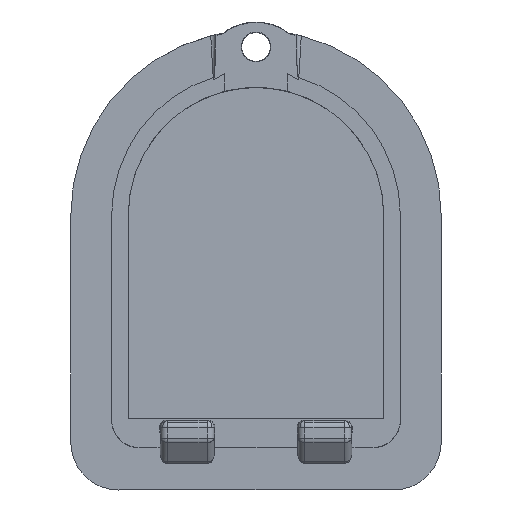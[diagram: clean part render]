
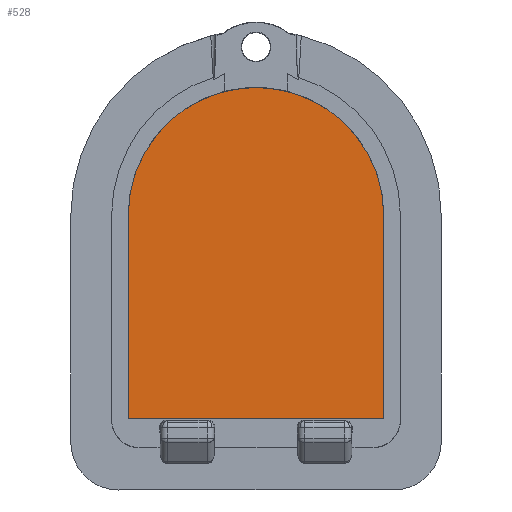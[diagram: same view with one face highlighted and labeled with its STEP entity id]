
A CAD part, top view. The second image highlights one B-rep face of the part: STEP entity #528.
In plain terms, the highlighted planar face has unit normal (0, 0, 1).
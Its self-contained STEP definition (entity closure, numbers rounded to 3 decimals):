
#142 = CARTESIAN_POINT ( 'NONE',  ( -9.3, -15.4, 5.65 ) ) ;
#146 = AXIS2_PLACEMENT_3D ( 'NONE', #5514, #10307, #11495 ) ;
#242 = CARTESIAN_POINT ( 'NONE',  ( -6.98, -15.793, 5.65 ) ) ;
#365 = EDGE_CURVE ( 'NONE', #2796, #11117, #9990, .T. ) ;
#516 = CARTESIAN_POINT ( 'NONE',  ( 9.3, -15.4, 5.65 ) ) ;
#528 = ADVANCED_FACE ( 'NONE', ( #12336 ), #4492, .T. ) ;
#543 = VECTOR ( 'NONE', #7933, 1000. ) ;
#600 = EDGE_CURVE ( 'NONE', #4636, #7165, #1659, .T. ) ;
#876 = VERTEX_POINT ( 'NONE', #4362 ) ;
#944 = CIRCLE ( 'NONE', #8131, 9.3 ) ;
#1175 = CARTESIAN_POINT ( 'NONE',  ( 6.98, -15.793, 5.65 ) ) ;
#1181 = ORIENTED_EDGE ( 'NONE', *, *, #4095, .F. ) ;
#1659 = LINE ( 'NONE', #5394, #3353 ) ;
#1674 = DIRECTION ( 'NONE',  ( 1., 0., 0. ) ) ;
#2396 = EDGE_CURVE ( 'NONE', #6194, #4636, #8074, .T. ) ;
#2626 = DIRECTION ( 'NONE',  ( 0., -1., 0. ) ) ;
#2651 = CIRCLE ( 'NONE', #7625, 0.5 ) ;
#2796 = VERTEX_POINT ( 'NONE', #242 ) ;
#3035 = CARTESIAN_POINT ( 'NONE',  ( 0., -15.793, 5.65 ) ) ;
#3202 = CARTESIAN_POINT ( 'NONE',  ( -9.3, 0., 5.65 ) ) ;
#3330 = CARTESIAN_POINT ( 'NONE',  ( 2.974, -15.793, 5.65 ) ) ;
#3353 = VECTOR ( 'NONE', #5577, 1000. ) ;
#3617 = CARTESIAN_POINT ( 'NONE',  ( -9.3, 0., 5.65 ) ) ;
#3785 = ORIENTED_EDGE ( 'NONE', *, *, #2396, .T. ) ;
#4005 = CARTESIAN_POINT ( 'NONE',  ( 0., -15.793, 5.65 ) ) ;
#4048 = EDGE_CURVE ( 'NONE', #7165, #6637, #944, .T. ) ;
#4095 = EDGE_CURVE ( 'NONE', #6194, #11661, #5048, .T. ) ;
#4362 = CARTESIAN_POINT ( 'NONE',  ( -9.109, -15.793, 5.65 ) ) ;
#4492 = PLANE ( 'NONE',  #146 ) ;
#4530 = EDGE_CURVE ( 'NONE', #2796, #876, #5799, .T. ) ;
#4604 = EDGE_LOOP ( 'NONE', ( #5458, #8763, #1181, #3785, #7322, #5974, #9549, #7185, #7500 ) ) ;
#4636 = VERTEX_POINT ( 'NONE', #516 ) ;
#4694 = CARTESIAN_POINT ( 'NONE',  ( 8.8, -15.4, 5.65 ) ) ;
#4767 = DIRECTION ( 'NONE',  ( 0., 0., 1. ) ) ;
#5048 = LINE ( 'NONE', #3035, #7296 ) ;
#5103 = DIRECTION ( 'NONE',  ( 1., 0., 0. ) ) ;
#5194 = AXIS2_PLACEMENT_3D ( 'NONE', #4694, #12407, #11634 ) ;
#5394 = CARTESIAN_POINT ( 'NONE',  ( 9.3, 0., 5.65 ) ) ;
#5458 = ORIENTED_EDGE ( 'NONE', *, *, #365, .T. ) ;
#5514 = CARTESIAN_POINT ( 'NONE',  ( 0., 0., 5.65 ) ) ;
#5577 = DIRECTION ( 'NONE',  ( 0., 1., 0. ) ) ;
#5799 = LINE ( 'NONE', #4005, #543 ) ;
#5874 = CARTESIAN_POINT ( 'NONE',  ( 9.109, -15.793, 5.65 ) ) ;
#5943 = DIRECTION ( 'NONE',  ( 0., 0., 1. ) ) ;
#5974 = ORIENTED_EDGE ( 'NONE', *, *, #4048, .T. ) ;
#6164 = EDGE_CURVE ( 'NONE', #11117, #11661, #8003, .T. ) ;
#6194 = VERTEX_POINT ( 'NONE', #5874 ) ;
#6637 = VERTEX_POINT ( 'NONE', #3202 ) ;
#6856 = CARTESIAN_POINT ( 'NONE',  ( 5., -15.793, 5.65 ) ) ;
#7165 = VERTEX_POINT ( 'NONE', #8200 ) ;
#7185 = ORIENTED_EDGE ( 'NONE', *, *, #10824, .T. ) ;
#7296 = VECTOR ( 'NONE', #10915, 1000. ) ;
#7322 = ORIENTED_EDGE ( 'NONE', *, *, #600, .T. ) ;
#7500 = ORIENTED_EDGE ( 'NONE', *, *, #4530, .F. ) ;
#7625 = AXIS2_PLACEMENT_3D ( 'NONE', #10506, #4767, #1674 ) ;
#7933 = DIRECTION ( 'NONE',  ( -1., 0., 0. ) ) ;
#8003 = LINE ( 'NONE', #6856, #9695 ) ;
#8074 = CIRCLE ( 'NONE', #5194, 0.5 ) ;
#8131 = AXIS2_PLACEMENT_3D ( 'NONE', #11981, #5943, #8866 ) ;
#8200 = CARTESIAN_POINT ( 'NONE',  ( 9.3, 0., 5.65 ) ) ;
#8310 = CARTESIAN_POINT ( 'NONE',  ( -5., -15.793, 5.65 ) ) ;
#8763 = ORIENTED_EDGE ( 'NONE', *, *, #6164, .T. ) ;
#8866 = DIRECTION ( 'NONE',  ( 1., 0., 0. ) ) ;
#9191 = VERTEX_POINT ( 'NONE', #142 ) ;
#9472 = VECTOR ( 'NONE', #2626, 1000. ) ;
#9549 = ORIENTED_EDGE ( 'NONE', *, *, #12686, .T. ) ;
#9695 = VECTOR ( 'NONE', #5103, 1000. ) ;
#9990 = LINE ( 'NONE', #8310, #10736 ) ;
#10051 = DIRECTION ( 'NONE',  ( 1., 0., 0. ) ) ;
#10307 = DIRECTION ( 'NONE',  ( 0., 0., 1. ) ) ;
#10506 = CARTESIAN_POINT ( 'NONE',  ( -8.8, -15.4, 5.65 ) ) ;
#10736 = VECTOR ( 'NONE', #10051, 1000. ) ;
#10824 = EDGE_CURVE ( 'NONE', #9191, #876, #2651, .T. ) ;
#10915 = DIRECTION ( 'NONE',  ( -1., 0., 0. ) ) ;
#11117 = VERTEX_POINT ( 'NONE', #3330 ) ;
#11495 = DIRECTION ( 'NONE',  ( 1., 0., 0. ) ) ;
#11634 = DIRECTION ( 'NONE',  ( 1., 0., 0. ) ) ;
#11661 = VERTEX_POINT ( 'NONE', #1175 ) ;
#11981 = CARTESIAN_POINT ( 'NONE',  ( 0., 0., 5.65 ) ) ;
#12336 = FACE_OUTER_BOUND ( 'NONE', #4604, .T. ) ;
#12407 = DIRECTION ( 'NONE',  ( 0., 0., 1. ) ) ;
#12554 = LINE ( 'NONE', #3617, #9472 ) ;
#12686 = EDGE_CURVE ( 'NONE', #6637, #9191, #12554, .T. ) ;
